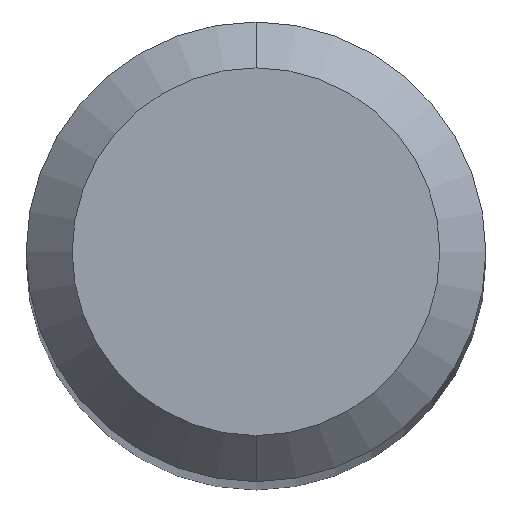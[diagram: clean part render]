
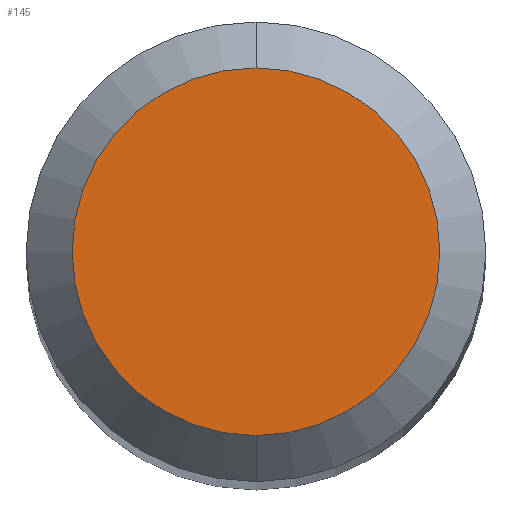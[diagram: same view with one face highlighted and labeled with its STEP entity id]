
A CAD part, top view. The second image highlights one B-rep face of the part: STEP entity #145.
In plain terms, the highlighted planar face has unit normal (0, 0, 1).
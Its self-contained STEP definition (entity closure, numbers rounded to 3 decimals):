
#107=VERTEX_POINT('',#245);
#119=EDGE_CURVE('',#165,#107,#259,.T.);
#145=ADVANCED_FACE('',(#285),#286,.T.);
#147=EDGE_CURVE('',#107,#165,#288,.T.);
#165=VERTEX_POINT('',#309);
#245=CARTESIAN_POINT('',(0.,-1.2,0.0));
#259=CIRCLE('',#411,1.2);
#285=FACE_OUTER_BOUND('',#446,.T.);
#286=PLANE('',#447);
#288=CIRCLE('',#450,1.2);
#309=CARTESIAN_POINT('',(0.0,1.2,0.0));
#411=AXIS2_PLACEMENT_3D('',#582,#583,#584);
#446=EDGE_LOOP('',(#602,#603));
#447=AXIS2_PLACEMENT_3D('',#604,#605,#606);
#450=AXIS2_PLACEMENT_3D('',#607,#608,#609);
#582=CARTESIAN_POINT('',(0.0,0.0,0.0));
#583=DIRECTION('',(0.0,0.0,-1.0));
#584=DIRECTION('',(0.0,1.0,0.0));
#602=ORIENTED_EDGE('',*,*,#119,.F.);
#603=ORIENTED_EDGE('',*,*,#147,.F.);
#604=CARTESIAN_POINT('',(0.0,0.6,0.0));
#605=DIRECTION('',(-0.0,0.0,1.0));
#606=DIRECTION('',(0.0,-1.0,0.0));
#607=CARTESIAN_POINT('',(0.0,0.0,0.0));
#608=DIRECTION('',(0.0,0.0,-1.0));
#609=DIRECTION('',(0.0,1.0,0.0));
